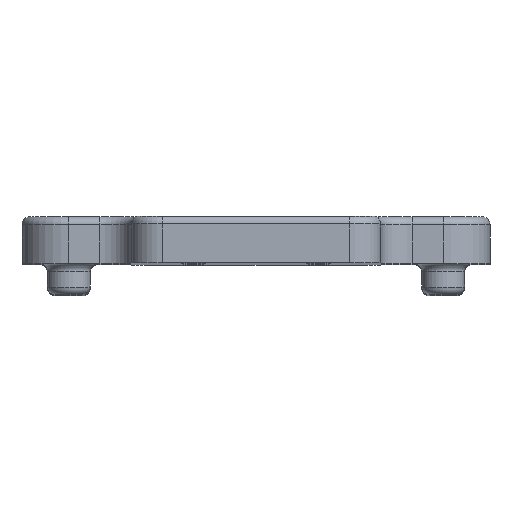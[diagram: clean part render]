
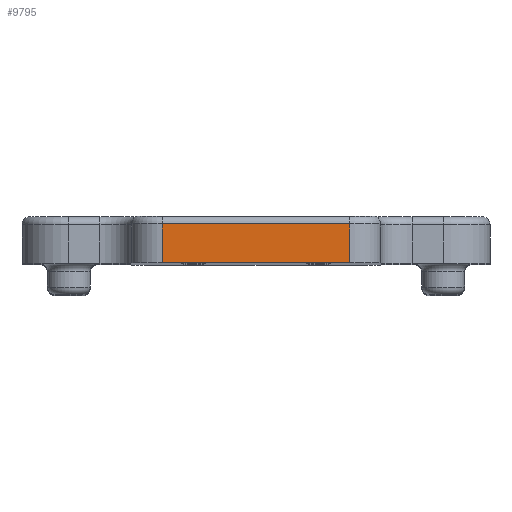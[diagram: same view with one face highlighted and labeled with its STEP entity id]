
A CAD part, top view. The second image highlights one B-rep face of the part: STEP entity #9795.
In plain terms, the highlighted planar face has unit normal (0, 0, 1).
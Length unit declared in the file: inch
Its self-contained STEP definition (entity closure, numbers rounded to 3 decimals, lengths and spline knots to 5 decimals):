
#869=PLANE('',#10326);
#897=LINE('',#12414,#1860);
#1804=LINE('',#17142,#2767);
#1812=LINE('',#17198,#2775);
#1813=LINE('',#17199,#2776);
#1860=VECTOR('',#10412,0.3937);
#2767=VECTOR('',#12165,0.3937);
#2775=VECTOR('',#12243,0.3937);
#2776=VECTOR('',#12244,0.3937);
#3354=FACE_OUTER_BOUND('',#3961,.T.);
#3961=EDGE_LOOP('',(#9150,#9151,#9152,#9153));
#4156=VERTEX_POINT('',#12411);
#4157=VERTEX_POINT('',#12413);
#5049=VERTEX_POINT('',#17136);
#5050=VERTEX_POINT('',#17140);
#5090=EDGE_CURVE('',#4157,#4156,#897,.T.);
#6412=EDGE_CURVE('',#5049,#5050,#1804,.T.);
#6440=EDGE_CURVE('',#4157,#5049,#1812,.T.);
#6441=EDGE_CURVE('',#4156,#5050,#1813,.T.);
#9150=ORIENTED_EDGE('',*,*,#6412,.F.);
#9151=ORIENTED_EDGE('',*,*,#6440,.F.);
#9152=ORIENTED_EDGE('',*,*,#5090,.T.);
#9153=ORIENTED_EDGE('',*,*,#6441,.T.);
#9795=ADVANCED_FACE('',(#3354),#869,.T.);
#10326=AXIS2_PLACEMENT_3D('',#17197,#12241,#12242);
#10412=DIRECTION('',(1.,0.,0.));
#12165=DIRECTION('',(1.,0.,0.));
#12241=DIRECTION('center_axis',(0.,0.,1.));
#12242=DIRECTION('ref_axis',(1.,0.,0.));
#12243=DIRECTION('',(0.,1.,0.));
#12244=DIRECTION('',(0.,1.,0.));
#12411=CARTESIAN_POINT('',(0.75,0.5,5.98341));
#12413=CARTESIAN_POINT('',(-0.75,0.5,5.98341));
#12414=CARTESIAN_POINT('',(-0.75,0.5,5.98341));
#17136=CARTESIAN_POINT('',(-0.75,0.8125,5.98341));
#17140=CARTESIAN_POINT('',(0.75,0.8125,5.98341));
#17142=CARTESIAN_POINT('',(0.375,0.8125,5.98341));
#17197=CARTESIAN_POINT('Origin',(-0.75,0.5,5.98341));
#17198=CARTESIAN_POINT('',(-0.75,0.5,5.98341));
#17199=CARTESIAN_POINT('',(0.75,0.5,5.98341));
